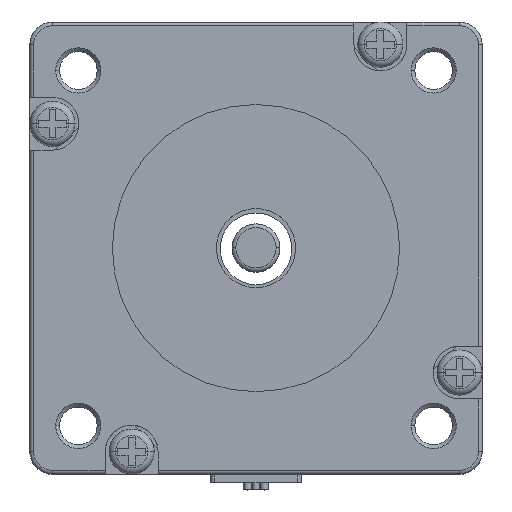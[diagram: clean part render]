
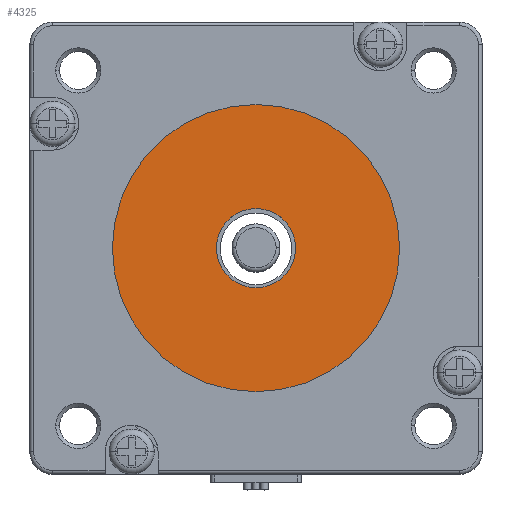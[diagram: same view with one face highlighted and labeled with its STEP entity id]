
A CAD part, top view. The second image highlights one B-rep face of the part: STEP entity #4325.
In plain terms, the highlighted planar face has unit normal (0, 0, 1).
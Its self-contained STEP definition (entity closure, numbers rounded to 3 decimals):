
#875=CARTESIAN_POINT('',(0.,0.,11.6));
#876=DIRECTION('',(0.,0.,1.));
#877=DIRECTION('',(1.,0.,0.));
#878=AXIS2_PLACEMENT_3D('',#875,#876,#877);
#883=CARTESIAN_POINT('',(0.,0.,11.6));
#884=DIRECTION('',(0.,0.,1.));
#885=DIRECTION('',(-1.,0.,0.));
#886=AXIS2_PLACEMENT_3D('',#883,#884,#885);
#891=CARTESIAN_POINT('',(0.,0.,11.6));
#892=DIRECTION('',(0.,0.,-1.));
#893=DIRECTION('',(-1.,0.,0.));
#894=AXIS2_PLACEMENT_3D('',#891,#892,#893);
#899=CARTESIAN_POINT('',(0.,0.,11.6));
#900=DIRECTION('',(0.,0.,-1.));
#901=DIRECTION('',(1.,0.,0.));
#902=AXIS2_PLACEMENT_3D('',#899,#900,#901);
#3163=CARTESIAN_POINT('',(19.05,0.,11.6));
#3164=CARTESIAN_POINT('',(-19.05,0.,11.6));
#3165=VERTEX_POINT('',#3163);
#3166=VERTEX_POINT('',#3164);
#3171=CARTESIAN_POINT('',(-5.25,0.,11.6));
#3172=CARTESIAN_POINT('',(5.25,0.,11.6));
#3173=VERTEX_POINT('',#3171);
#3174=VERTEX_POINT('',#3172);
#4310=CARTESIAN_POINT('',(0.,0.,11.6));
#4311=DIRECTION('',(0.,0.,1.));
#4312=DIRECTION('',(1.,0.,0.));
#4313=AXIS2_PLACEMENT_3D('',#4310,#4311,#4312);
#4314=PLANE('',#4313);
#4315=ORIENTED_EDGE('',*,*,#4290,.F.);
#4316=ORIENTED_EDGE('',*,*,#4304,.F.);
#4317=EDGE_LOOP('',(#4315,#4316));
#4318=FACE_OUTER_BOUND('',#4317,.F.);
#4320=ORIENTED_EDGE('',*,*,#4319,.F.);
#4322=ORIENTED_EDGE('',*,*,#4321,.F.);
#4323=EDGE_LOOP('',(#4320,#4322));
#4324=FACE_BOUND('',#4323,.F.);
#4325=ADVANCED_FACE('',(#4318,#4324),#4314,.T.);
#879=CIRCLE('',#878,19.05);
#887=CIRCLE('',#886,19.05);
#895=CIRCLE('',#894,5.25);
#903=CIRCLE('',#902,5.25);
#4290=EDGE_CURVE('',#3165,#3166,#879,.T.);
#4304=EDGE_CURVE('',#3166,#3165,#887,.T.);
#4319=EDGE_CURVE('',#3173,#3174,#895,.T.);
#4321=EDGE_CURVE('',#3174,#3173,#903,.T.);
